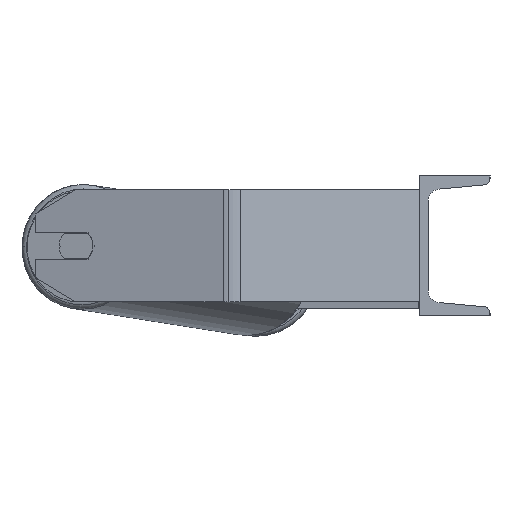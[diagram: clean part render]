
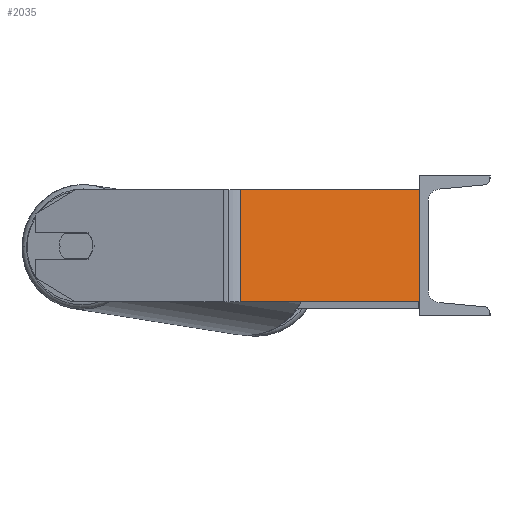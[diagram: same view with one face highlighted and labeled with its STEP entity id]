
A CAD part, left-side view. The second image highlights one B-rep face of the part: STEP entity #2035.
In plain terms, the highlighted planar face has unit normal (-0.866, -0.5, 0).
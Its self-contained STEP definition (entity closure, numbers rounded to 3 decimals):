
#182 = CARTESIAN_POINT ( 'NONE',  ( -762.273, 133.84, -40. ) ) ;
#355 = ORIENTED_EDGE ( 'NONE', *, *, #1934, .F. ) ;
#436 = PLANE ( 'NONE',  #8393 ) ;
#482 = VECTOR ( 'NONE', #2211, 1000. ) ;
#1912 = CARTESIAN_POINT ( 'NONE',  ( -762.273, 133.84, 40. ) ) ;
#1934 = EDGE_CURVE ( 'NONE', #4979, #2547, #2912, .T. ) ;
#2035 = ADVANCED_FACE ( 'NONE', ( #5486 ), #436, .F. ) ;
#2117 = VECTOR ( 'NONE', #7224, 1000. ) ;
#2211 = DIRECTION ( 'NONE',  ( 0., 0., -1. ) ) ;
#2547 = VERTEX_POINT ( 'NONE', #8518 ) ;
#2912 = LINE ( 'NONE', #7909, #6043 ) ;
#3034 = CARTESIAN_POINT ( 'NONE',  ( -685., 0., 40. ) ) ;
#3317 = DIRECTION ( 'NONE',  ( -0.5, 0.866, 0. ) ) ;
#4041 = DIRECTION ( 'NONE',  ( 0.866, 0.5, 0. ) ) ;
#4389 = CARTESIAN_POINT ( 'NONE',  ( -762.273, 133.84, 40. ) ) ;
#4665 = VERTEX_POINT ( 'NONE', #5900 ) ;
#4920 = EDGE_CURVE ( 'NONE', #4665, #6149, #6461, .T. ) ;
#4979 = VERTEX_POINT ( 'NONE', #3034 ) ;
#4992 = DIRECTION ( 'NONE',  ( 0.5, -0.866, 0. ) ) ;
#5486 = FACE_OUTER_BOUND ( 'NONE', #8769, .T. ) ;
#5900 = CARTESIAN_POINT ( 'NONE',  ( -758.959, 128.1, 40. ) ) ;
#6043 = VECTOR ( 'NONE', #6432, 1000. ) ;
#6149 = VERTEX_POINT ( 'NONE', #8794 ) ;
#6264 = ORIENTED_EDGE ( 'NONE', *, *, #4920, .T. ) ;
#6432 = DIRECTION ( 'NONE',  ( 0., 0., -1. ) ) ;
#6435 = LINE ( 'NONE', #182, #2117 ) ;
#6461 = LINE ( 'NONE', #7771, #482 ) ;
#6796 = EDGE_CURVE ( 'NONE', #4665, #4979, #7737, .T. ) ;
#6821 = EDGE_CURVE ( 'NONE', #6149, #2547, #6435, .T. ) ;
#6845 = ORIENTED_EDGE ( 'NONE', *, *, #6796, .F. ) ;
#7224 = DIRECTION ( 'NONE',  ( 0.5, -0.866, 0. ) ) ;
#7429 = VECTOR ( 'NONE', #4992, 1000. ) ;
#7737 = LINE ( 'NONE', #4389, #7429 ) ;
#7771 = CARTESIAN_POINT ( 'NONE',  ( -758.959, 128.1, 40. ) ) ;
#7878 = ORIENTED_EDGE ( 'NONE', *, *, #6821, .T. ) ;
#7909 = CARTESIAN_POINT ( 'NONE',  ( -685., 0., 40. ) ) ;
#8393 = AXIS2_PLACEMENT_3D ( 'NONE', #1912, #4041, #3317 ) ;
#8518 = CARTESIAN_POINT ( 'NONE',  ( -685., 0., -40. ) ) ;
#8769 = EDGE_LOOP ( 'NONE', ( #7878, #355, #6845, #6264 ) ) ;
#8794 = CARTESIAN_POINT ( 'NONE',  ( -758.959, 128.1, -40. ) ) ;
